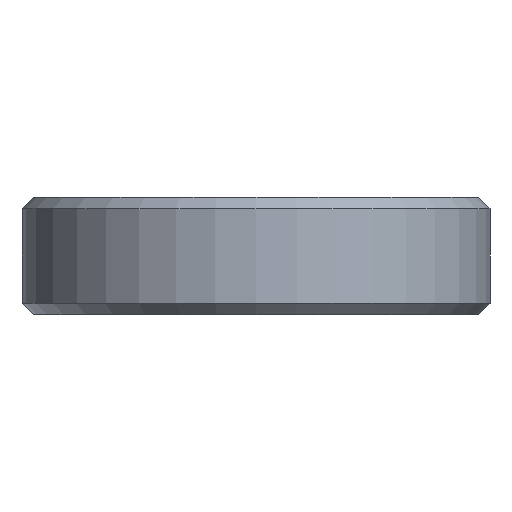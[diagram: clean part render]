
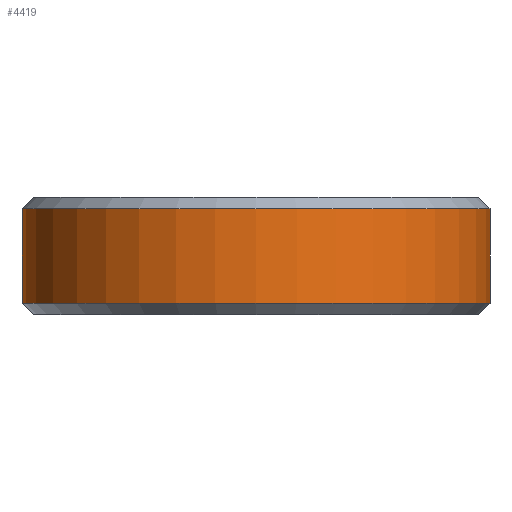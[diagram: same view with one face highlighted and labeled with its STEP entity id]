
A CAD part, left-side view. The second image highlights one B-rep face of the part: STEP entity #4419.
In plain terms, the highlighted cylindrical face has radius 6.25 mm (diameter 12.5 mm), a partial arc.
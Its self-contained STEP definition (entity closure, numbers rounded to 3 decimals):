
#972 = CONICAL_SURFACE('',#973,6.25,0.785);
#973 = AXIS2_PLACEMENT_3D('',#974,#975,#976);
#974 = CARTESIAN_POINT('',(0.,0.,0.3));
#975 = DIRECTION('',(0.,0.,1.));
#976 = DIRECTION('',(0.,1.,0.));
#2129 = VERTEX_POINT('',#2130);
#2130 = CARTESIAN_POINT('',(0.,-6.25,0.3));
#2165 = PLANE('',#2166);
#2166 = AXIS2_PLACEMENT_3D('',#2167,#2168,#2169);
#2167 = CARTESIAN_POINT('',(162.5,-6.25,0.));
#2168 = DIRECTION('',(0.,-1.,0.));
#2169 = DIRECTION('',(-1.,0.,0.));
#2184 = VERTEX_POINT('',#2185);
#2185 = CARTESIAN_POINT('',(0.,6.25,0.3));
#2199 = PLANE('',#2200);
#2200 = AXIS2_PLACEMENT_3D('',#2201,#2202,#2203);
#2201 = CARTESIAN_POINT('',(162.5,6.25,0.));
#2202 = DIRECTION('',(0.,-1.,0.));
#2203 = DIRECTION('',(-1.,0.,0.));
#2236 = EDGE_CURVE('',#2184,#2129,#2237,.T.);
#2237 = SURFACE_CURVE('',#2238,(#2243,#2250),.PCURVE_S1.);
#2238 = CIRCLE('',#2239,6.25);
#2239 = AXIS2_PLACEMENT_3D('',#2240,#2241,#2242);
#2240 = CARTESIAN_POINT('',(0.,0.,0.3));
#2241 = DIRECTION('',(0.,-0.,1.));
#2242 = DIRECTION('',(0.,1.,0.));
#2243 = PCURVE('',#972,#2244);
#2244 = DEFINITIONAL_REPRESENTATION('',(#2245),#2249);
#2245 = LINE('',#2246,#2247);
#2246 = CARTESIAN_POINT('',(0.,-0.));
#2247 = VECTOR('',#2248,1.);
#2248 = DIRECTION('',(1.,-0.));
#2249 = ( GEOMETRIC_REPRESENTATION_CONTEXT(2) 
PARAMETRIC_REPRESENTATION_CONTEXT() REPRESENTATION_CONTEXT('2D SPACE',''
  ) );
#2250 = PCURVE('',#2251,#2256);
#2251 = CYLINDRICAL_SURFACE('',#2252,6.25);
#2252 = AXIS2_PLACEMENT_3D('',#2253,#2254,#2255);
#2253 = CARTESIAN_POINT('',(0.,0.,0.));
#2254 = DIRECTION('',(-0.,-0.,-1.));
#2255 = DIRECTION('',(1.,0.,0.));
#2256 = DEFINITIONAL_REPRESENTATION('',(#2257),#2261);
#2257 = LINE('',#2258,#2259);
#2258 = CARTESIAN_POINT('',(-1.571,-0.3));
#2259 = VECTOR('',#2260,1.);
#2260 = DIRECTION('',(-1.,0.));
#2261 = ( GEOMETRIC_REPRESENTATION_CONTEXT(2) 
PARAMETRIC_REPRESENTATION_CONTEXT() REPRESENTATION_CONTEXT('2D SPACE',''
  ) );
#4317 = VERTEX_POINT('',#4318);
#4318 = CARTESIAN_POINT('',(0.,-6.25,2.825));
#4344 = EDGE_CURVE('',#2129,#4317,#4345,.T.);
#4345 = SURFACE_CURVE('',#4346,(#4350,#4357),.PCURVE_S1.);
#4346 = LINE('',#4347,#4348);
#4347 = CARTESIAN_POINT('',(0.,-6.25,0.));
#4348 = VECTOR('',#4349,1.);
#4349 = DIRECTION('',(0.,0.,1.));
#4350 = PCURVE('',#2165,#4351);
#4351 = DEFINITIONAL_REPRESENTATION('',(#4352),#4356);
#4352 = LINE('',#4353,#4354);
#4353 = CARTESIAN_POINT('',(162.5,0.));
#4354 = VECTOR('',#4355,1.);
#4355 = DIRECTION('',(0.,-1.));
#4356 = ( GEOMETRIC_REPRESENTATION_CONTEXT(2) 
PARAMETRIC_REPRESENTATION_CONTEXT() REPRESENTATION_CONTEXT('2D SPACE',''
  ) );
#4357 = PCURVE('',#2251,#4358);
#4358 = DEFINITIONAL_REPRESENTATION('',(#4359),#4363);
#4359 = LINE('',#4360,#4361);
#4360 = CARTESIAN_POINT('',(-4.712,0.));
#4361 = VECTOR('',#4362,1.);
#4362 = DIRECTION('',(-0.,-1.));
#4363 = ( GEOMETRIC_REPRESENTATION_CONTEXT(2) 
PARAMETRIC_REPRESENTATION_CONTEXT() REPRESENTATION_CONTEXT('2D SPACE',''
  ) );
#4371 = VERTEX_POINT('',#4372);
#4372 = CARTESIAN_POINT('',(0.,6.25,2.825));
#4398 = EDGE_CURVE('',#2184,#4371,#4399,.T.);
#4399 = SURFACE_CURVE('',#4400,(#4404,#4411),.PCURVE_S1.);
#4400 = LINE('',#4401,#4402);
#4401 = CARTESIAN_POINT('',(0.,6.25,0.));
#4402 = VECTOR('',#4403,1.);
#4403 = DIRECTION('',(0.,0.,1.));
#4404 = PCURVE('',#2199,#4405);
#4405 = DEFINITIONAL_REPRESENTATION('',(#4406),#4410);
#4406 = LINE('',#4407,#4408);
#4407 = CARTESIAN_POINT('',(162.5,0.));
#4408 = VECTOR('',#4409,1.);
#4409 = DIRECTION('',(0.,-1.));
#4410 = ( GEOMETRIC_REPRESENTATION_CONTEXT(2) 
PARAMETRIC_REPRESENTATION_CONTEXT() REPRESENTATION_CONTEXT('2D SPACE',''
  ) );
#4411 = PCURVE('',#2251,#4412);
#4412 = DEFINITIONAL_REPRESENTATION('',(#4413),#4417);
#4413 = LINE('',#4414,#4415);
#4414 = CARTESIAN_POINT('',(-1.571,0.));
#4415 = VECTOR('',#4416,1.);
#4416 = DIRECTION('',(-0.,-1.));
#4417 = ( GEOMETRIC_REPRESENTATION_CONTEXT(2) 
PARAMETRIC_REPRESENTATION_CONTEXT() REPRESENTATION_CONTEXT('2D SPACE',''
  ) );
#4419 = ADVANCED_FACE('',(#4420),#2251,.T.);
#4420 = FACE_BOUND('',#4421,.F.);
#4421 = EDGE_LOOP('',(#4422,#4423,#4450,#4451));
#4422 = ORIENTED_EDGE('',*,*,#4398,.T.);
#4423 = ORIENTED_EDGE('',*,*,#4424,.T.);
#4424 = EDGE_CURVE('',#4371,#4317,#4425,.T.);
#4425 = SURFACE_CURVE('',#4426,(#4431,#4438),.PCURVE_S1.);
#4426 = CIRCLE('',#4427,6.25);
#4427 = AXIS2_PLACEMENT_3D('',#4428,#4429,#4430);
#4428 = CARTESIAN_POINT('',(0.,0.,2.825));
#4429 = DIRECTION('',(0.,-0.,1.));
#4430 = DIRECTION('',(0.,1.,0.));
#4431 = PCURVE('',#2251,#4432);
#4432 = DEFINITIONAL_REPRESENTATION('',(#4433),#4437);
#4433 = LINE('',#4434,#4435);
#4434 = CARTESIAN_POINT('',(-1.571,-2.825));
#4435 = VECTOR('',#4436,1.);
#4436 = DIRECTION('',(-1.,0.));
#4437 = ( GEOMETRIC_REPRESENTATION_CONTEXT(2) 
PARAMETRIC_REPRESENTATION_CONTEXT() REPRESENTATION_CONTEXT('2D SPACE',''
  ) );
#4438 = PCURVE('',#4439,#4444);
#4439 = CONICAL_SURFACE('',#4440,6.25,0.785);
#4440 = AXIS2_PLACEMENT_3D('',#4441,#4442,#4443);
#4441 = CARTESIAN_POINT('',(0.,0.,2.825));
#4442 = DIRECTION('',(-0.,-0.,-1.));
#4443 = DIRECTION('',(0.,1.,0.));
#4444 = DEFINITIONAL_REPRESENTATION('',(#4445),#4449);
#4445 = LINE('',#4446,#4447);
#4446 = CARTESIAN_POINT('',(-0.,-0.));
#4447 = VECTOR('',#4448,1.);
#4448 = DIRECTION('',(-1.,-0.));
#4449 = ( GEOMETRIC_REPRESENTATION_CONTEXT(2) 
PARAMETRIC_REPRESENTATION_CONTEXT() REPRESENTATION_CONTEXT('2D SPACE',''
  ) );
#4450 = ORIENTED_EDGE('',*,*,#4344,.F.);
#4451 = ORIENTED_EDGE('',*,*,#2236,.F.);
